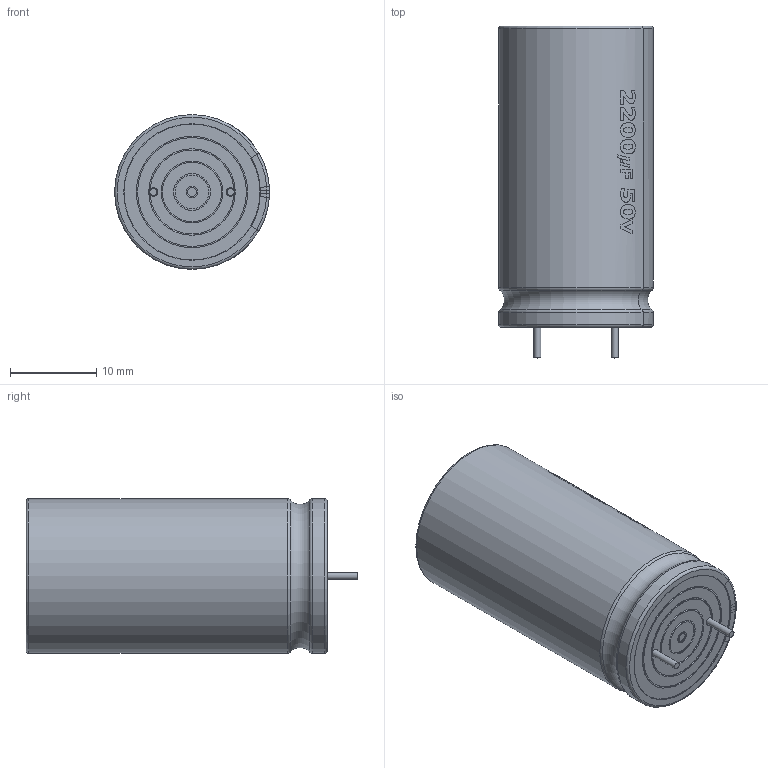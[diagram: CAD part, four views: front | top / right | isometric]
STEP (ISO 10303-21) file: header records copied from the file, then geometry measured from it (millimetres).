
FILE_DESCRIPTION(/* description */ (''),/* implementation_level */ '2;1');
FILE_NAME(/* name */ '2200uF 50V electr -18x35mm -P.diameter 9mm.stp',/* time_stamp */ '2022-03-11T22:49:14+01:00',/* author */ ('JOSE LUIS'),/* organization */ (''),/* preprocessor_version */ 'ST-DEVELOPER v18',/* originating_system */ 'Autodesk Inventor 2020',/* authorisation */ '');
FILE_SCHEMA (('AUTOMOTIVE_DESIGN { 1 0 10303 214 3 1 1 }'));
Length unit declared in the file: millimetre
Products named in the file (1): 2200uF 50V electr -18x35mm -P.diameter 9mm
Bounding box: 18 x 38.57 x 18 mm (x, y, z)
Volume: 8803.9 mm3; surface area: 2538.6 mm2
Topology: 3 solids, 3 shells, 122 faces, 507 edges, 418 vertices
Faces by surface type: cylinder 59, plane 38, torus 25
Full cylindrical faces by diameter (mm): 0.8 x2, 1 x2, 1.05 x1, 1.35 x1, 3.95 x1, 4.25 x1, 6.85 x1, 7.15 x1, 10.05 x1, 12.65 x1, 12.95 x1, 15.8 x2
Entity records: 6712 total; most frequent: CARTESIAN_POINT 2131, ORIENTED_EDGE 1014, DIRECTION 853, EDGE_CURVE 507, VERTEX_POINT 418, AXIS2_PLACEMENT_3D 353, CIRCLE 226, EDGE_LOOP 153
